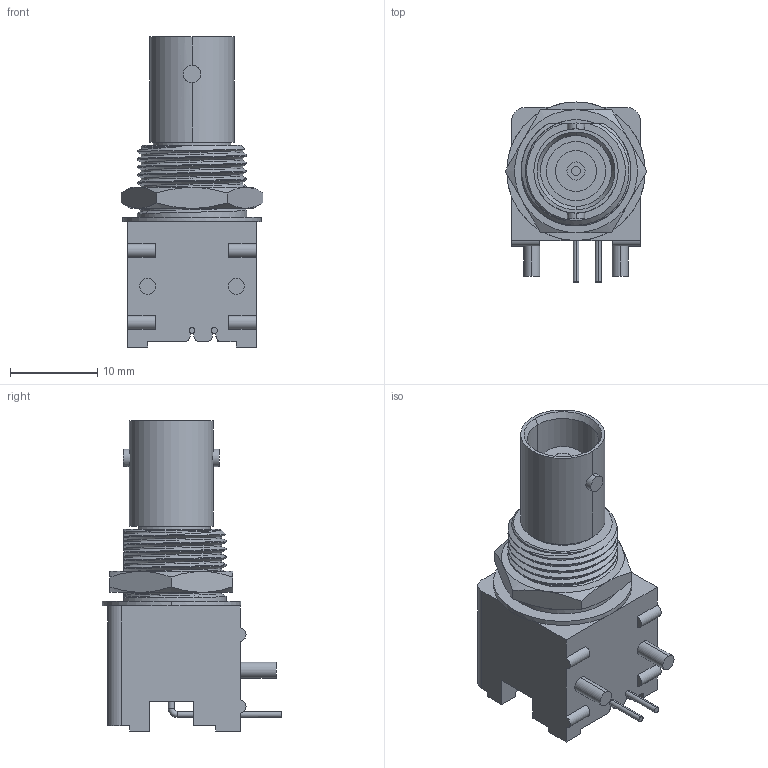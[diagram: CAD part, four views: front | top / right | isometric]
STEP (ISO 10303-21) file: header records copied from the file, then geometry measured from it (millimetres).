
FILE_DESCRIPTION((''),'2;1');
FILE_NAME('C-1-5227161-6','2016-10-07T',('workeradm'),('Tyco Electronics Ltd.'),'CREO PARAMETRIC BY PTC INC, 2016050','CREO PARAMETRIC BY PTC INC, 2016050','');
FILE_SCHEMA(('AUTOMOTIVE_DESIGN { 1 0 10303 214 1 1 1 1 }'));
Length unit declared in the file: millimetre
Products named in the file (1): C-1-5227161-6
Bounding box: 16.28 x 20.61 x 35.56 mm (x, y, z)
Volume: 4417.5 mm3; surface area: 2909.8 mm2
Topology: 1 solids, 1 shells, 208 faces, 554 edges, 355 vertices
Faces by surface type: plane 81, cylinder 69, bspline 36, cone 18, torus 4
Entity records: 12651 total; most frequent: CARTESIAN_POINT 7507, ORIENTED_EDGE 1108, DIRECTION 928, EDGE_CURVE 554, VERTEX_POINT 355, AXIS2_PLACEMENT_3D 335, VECTOR 258, LINE 258
